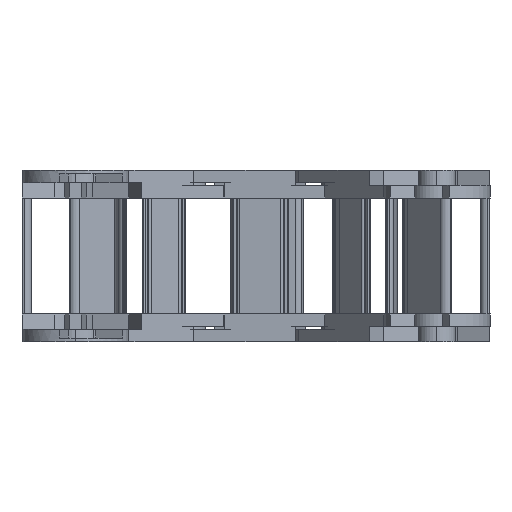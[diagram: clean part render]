
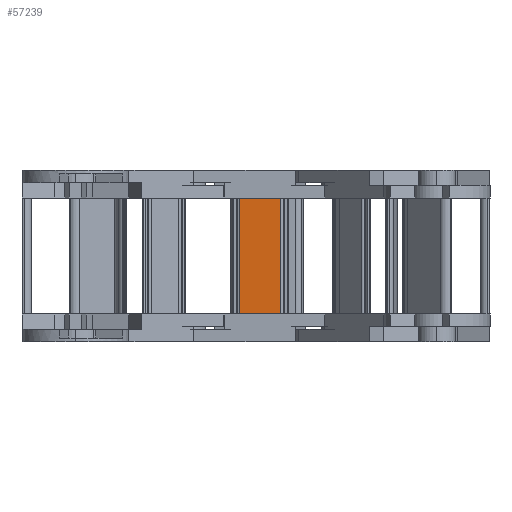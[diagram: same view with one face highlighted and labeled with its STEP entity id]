
A CAD part, left-side view. The second image highlights one B-rep face of the part: STEP entity #57239.
In plain terms, the highlighted planar face has unit normal (-0.998, 0.068, 0).
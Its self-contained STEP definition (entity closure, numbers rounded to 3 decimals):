
#1569 = EDGE_CURVE ( 'NONE', #39895, #54008, #12110, .T. ) ;
#5597 = CARTESIAN_POINT ( 'NONE',  ( 10.338, -39.822, 0. ) ) ;
#7422 = LINE ( 'NONE', #56087, #43884 ) ;
#10920 = DIRECTION ( 'NONE',  ( -0.068, -0.998, 0. ) ) ;
#12110 = LINE ( 'NONE', #60382, #40273 ) ;
#12755 = DIRECTION ( 'NONE',  ( 0., 0., -1. ) ) ;
#13086 = LINE ( 'NONE', #19628, #62203 ) ;
#16136 = CARTESIAN_POINT ( 'NONE',  ( 10.033, -44.312, 0. ) ) ;
#19628 = CARTESIAN_POINT ( 'NONE',  ( 10.033, -44.312, 0. ) ) ;
#20019 = AXIS2_PLACEMENT_3D ( 'NONE', #68797, #43076, #24282 ) ;
#22008 = ORIENTED_EDGE ( 'NONE', *, *, #69755, .T. ) ;
#22090 = CARTESIAN_POINT ( 'NONE',  ( 10.033, -44.312, -25. ) ) ;
#23489 = PLANE ( 'NONE',  #20019 ) ;
#24282 = DIRECTION ( 'NONE',  ( 0., 0., -1. ) ) ;
#24802 = ORIENTED_EDGE ( 'NONE', *, *, #35933, .T. ) ;
#24963 = DIRECTION ( 'NONE',  ( 0., 0., 1. ) ) ;
#29617 = FACE_OUTER_BOUND ( 'NONE', #53659, .T. ) ;
#34215 = VECTOR ( 'NONE', #80395, 1000. ) ;
#35933 = EDGE_CURVE ( 'NONE', #41302, #50735, #55471, .T. ) ;
#39895 = VERTEX_POINT ( 'NONE', #65062 ) ;
#40273 = VECTOR ( 'NONE', #10920, 1000. ) ;
#41302 = VERTEX_POINT ( 'NONE', #16136 ) ;
#42891 = ORIENTED_EDGE ( 'NONE', *, *, #68912, .T. ) ;
#43076 = DIRECTION ( 'NONE',  ( -0.998, 0.068, 0. ) ) ;
#43884 = VECTOR ( 'NONE', #12755, 1000. ) ;
#50735 = VERTEX_POINT ( 'NONE', #55735 ) ;
#53659 = EDGE_LOOP ( 'NONE', ( #22008, #67394, #42891, #24802 ) ) ;
#54008 = VERTEX_POINT ( 'NONE', #22090 ) ;
#55471 = LINE ( 'NONE', #5597, #34215 ) ;
#55735 = CARTESIAN_POINT ( 'NONE',  ( 10.643, -35.332, 0. ) ) ;
#56087 = CARTESIAN_POINT ( 'NONE',  ( 10.643, -35.332, 0. ) ) ;
#57239 = ADVANCED_FACE ( 'NONE', ( #29617 ), #23489, .T. ) ;
#60382 = CARTESIAN_POINT ( 'NONE',  ( 10.643, -35.332, -25. ) ) ;
#62203 = VECTOR ( 'NONE', #24963, 1000. ) ;
#65062 = CARTESIAN_POINT ( 'NONE',  ( 10.643, -35.332, -25. ) ) ;
#67394 = ORIENTED_EDGE ( 'NONE', *, *, #1569, .T. ) ;
#68797 = CARTESIAN_POINT ( 'NONE',  ( 10.643, -35.332, 0. ) ) ;
#68912 = EDGE_CURVE ( 'NONE', #54008, #41302, #13086, .T. ) ;
#69755 = EDGE_CURVE ( 'NONE', #50735, #39895, #7422, .T. ) ;
#80395 = DIRECTION ( 'NONE',  ( 0.068, 0.998, 0. ) ) ;
